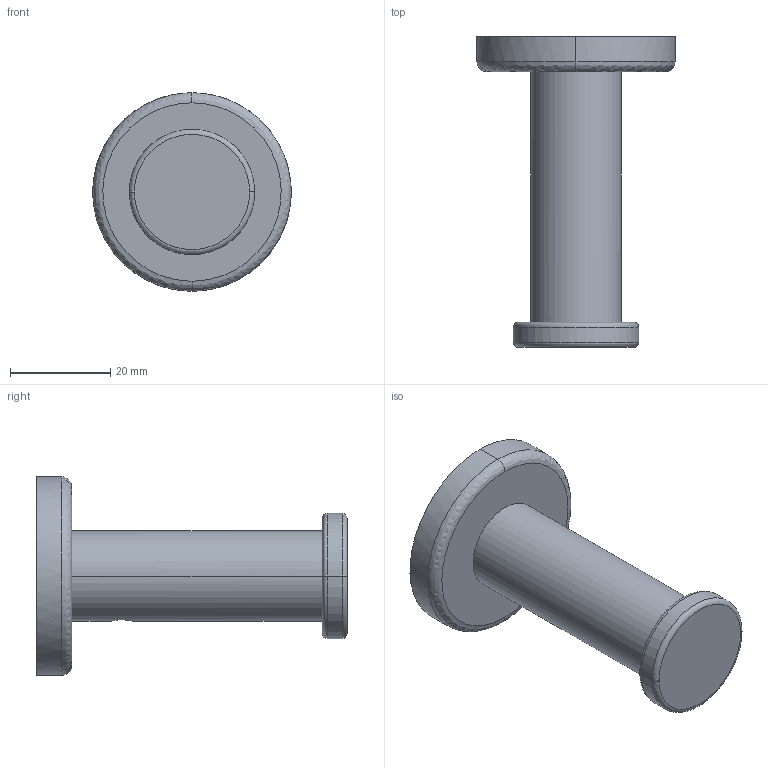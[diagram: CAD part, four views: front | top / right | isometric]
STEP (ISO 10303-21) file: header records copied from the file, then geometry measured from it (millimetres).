
FILE_DESCRIPTION(/* description */ (''),/* implementation_level */ '2;1');
FILE_NAME(/* name */ 'STEP - Mizu Drift Robe Hook',/* time_stamp */ '2025-08-11T16:21:35+10:00',/* author */ (''),/* organization */ (''),/* preprocessor_version */ 'ST-DEVELOPER v16.5',/* originating_system */ 'Rhino 7.37',/* authorisation */ '');
FILE_SCHEMA (('AUTOMOTIVE_DESIGN'));
Length unit declared in the file: millimetre
Products named in the file (9): Document; 221554_Mizu Drift Robe Hook; 01554_ASM_ASM; 01554_ASM_ASM_1_ASM; 01554_ASM_STP_ASM_1_ASM; 01554-01_1; 01500-05_1_2_3_4_5_1; 01500-01_1_2_3_4_5_6_1; M5-5_1_2_3_4_5_1
Assembly tree (8 placements, depth 6):
  Document
    221554_Mizu Drift Robe Hook
      01554_ASM_ASM
        01554_ASM_ASM_1_ASM
          01554_ASM_STP_ASM_1_ASM
            01554-01_1
            01500-05_1_2_3_4_5_1
            01500-01_1_2_3_4_5_6_1
            M5-5_1_2_3_4_5_1
Bounding box: 39.58 x 62 x 39.6 mm (x, y, z)
Volume: 17066.5 mm3; surface area: 13114.5 mm2
Topology: 4 solids, 4 shells, 97 faces, 249 edges, 163 vertices
Faces by surface type: cylinder 46, bspline 29, plane 22
Entity records: 4552 total; most frequent: CARTESIAN_POINT 2738, ORIENTED_EDGE 480, EDGE_CURVE 240, VERTEX_POINT 163, EDGE_LOOP 121, DIRECTION 110, ADVANCED_FACE 97, FACE_OUTER_BOUND 97
